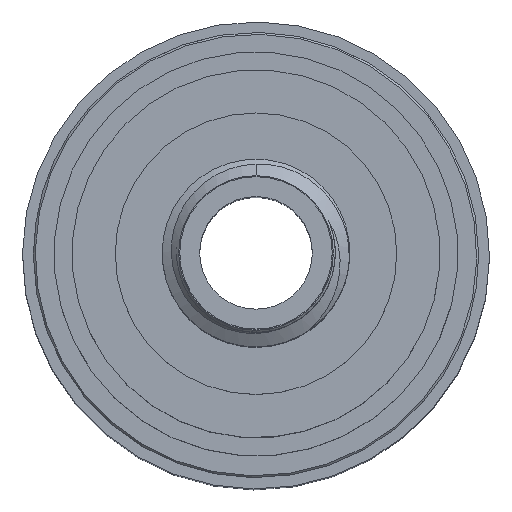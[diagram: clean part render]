
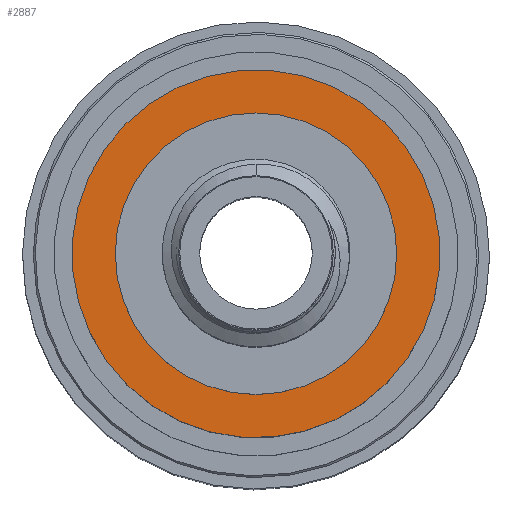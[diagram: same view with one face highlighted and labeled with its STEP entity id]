
A CAD part, top view. The second image highlights one B-rep face of the part: STEP entity #2887.
In plain terms, the highlighted planar face has unit normal (0, 0, 1).
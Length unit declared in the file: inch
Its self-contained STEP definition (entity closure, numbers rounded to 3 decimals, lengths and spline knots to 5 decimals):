
#12 = DIRECTION ( 'NONE',  ( -0.429, 0.903, 0. ) ) ;
#145 = ORIENTED_EDGE ( 'NONE', *, *, #592, .T. ) ;
#265 = DIRECTION ( 'NONE',  ( 0., 0., 1. ) ) ;
#340 = DIRECTION ( 'NONE',  ( 0., 0., 1. ) ) ;
#415 = AXIS2_PLACEMENT_3D ( 'NONE', #3001, #340, #3024 ) ;
#428 = ORIENTED_EDGE ( 'NONE', *, *, #4227, .T. ) ;
#518 = CIRCLE ( 'NONE', #3229, 0.245 ) ;
#592 = EDGE_CURVE ( 'NONE', #1431, #913, #3446, .T. ) ;
#716 = PLANE ( 'NONE',  #2003 ) ;
#847 = CIRCLE ( 'NONE', #2902, 0.1875 ) ;
#913 = VERTEX_POINT ( 'NONE', #3233 ) ;
#976 = AXIS2_PLACEMENT_3D ( 'NONE', #3686, #265, #3202 ) ;
#1431 = VERTEX_POINT ( 'NONE', #2263 ) ;
#1853 = DIRECTION ( 'NONE',  ( 0., 0., 1. ) ) ;
#2003 = AXIS2_PLACEMENT_3D ( 'NONE', #2647, #3355, #12 ) ;
#2232 = CARTESIAN_POINT ( 'NONE',  ( 0., 0., 1.13 ) ) ;
#2263 = CARTESIAN_POINT ( 'NONE',  ( -0.10519, 0.22127, 1.13 ) ) ;
#2532 = CARTESIAN_POINT ( 'NONE',  ( 0., 0., 1.13 ) ) ;
#2623 = EDGE_CURVE ( 'NONE', #4034, #4849, #3371, .T. ) ;
#2647 = CARTESIAN_POINT ( 'NONE',  ( -0.0526, 0.11063, 1.13 ) ) ;
#2671 = CARTESIAN_POINT ( 'NONE',  ( 0., 0.1875, 1.13 ) ) ;
#2887 = ADVANCED_FACE ( 'NONE', ( #3427, #3737 ), #716, .T. ) ;
#2902 = AXIS2_PLACEMENT_3D ( 'NONE', #2532, #3078, #2978 ) ;
#2978 = DIRECTION ( 'NONE',  ( 1., 0., 0. ) ) ;
#3001 = CARTESIAN_POINT ( 'NONE',  ( 0., 0., 1.13 ) ) ;
#3024 = DIRECTION ( 'NONE',  ( -0.429, 0.903, 0. ) ) ;
#3078 = DIRECTION ( 'NONE',  ( 0., 0., 1. ) ) ;
#3202 = DIRECTION ( 'NONE',  ( 1., 0., 0. ) ) ;
#3218 = EDGE_LOOP ( 'NONE', ( #3962, #4126 ) ) ;
#3229 = AXIS2_PLACEMENT_3D ( 'NONE', #2232, #1853, #4144 ) ;
#3233 = CARTESIAN_POINT ( 'NONE',  ( 0.10519, -0.22127, 1.13 ) ) ;
#3355 = DIRECTION ( 'NONE',  ( 0., 0., 1. ) ) ;
#3371 = CIRCLE ( 'NONE', #976, 0.1875 ) ;
#3427 = FACE_BOUND ( 'NONE', #3218, .T. ) ;
#3446 = CIRCLE ( 'NONE', #415, 0.245 ) ;
#3497 = EDGE_LOOP ( 'NONE', ( #145, #428 ) ) ;
#3686 = CARTESIAN_POINT ( 'NONE',  ( 0., 0., 1.13 ) ) ;
#3737 = FACE_OUTER_BOUND ( 'NONE', #3497, .T. ) ;
#3962 = ORIENTED_EDGE ( 'NONE', *, *, #4198, .F. ) ;
#4034 = VERTEX_POINT ( 'NONE', #4092 ) ;
#4092 = CARTESIAN_POINT ( 'NONE',  ( 0., -0.1875, 1.13 ) ) ;
#4126 = ORIENTED_EDGE ( 'NONE', *, *, #2623, .F. ) ;
#4144 = DIRECTION ( 'NONE',  ( -0.429, 0.903, 0. ) ) ;
#4198 = EDGE_CURVE ( 'NONE', #4849, #4034, #847, .T. ) ;
#4227 = EDGE_CURVE ( 'NONE', #913, #1431, #518, .T. ) ;
#4849 = VERTEX_POINT ( 'NONE', #2671 ) ;
